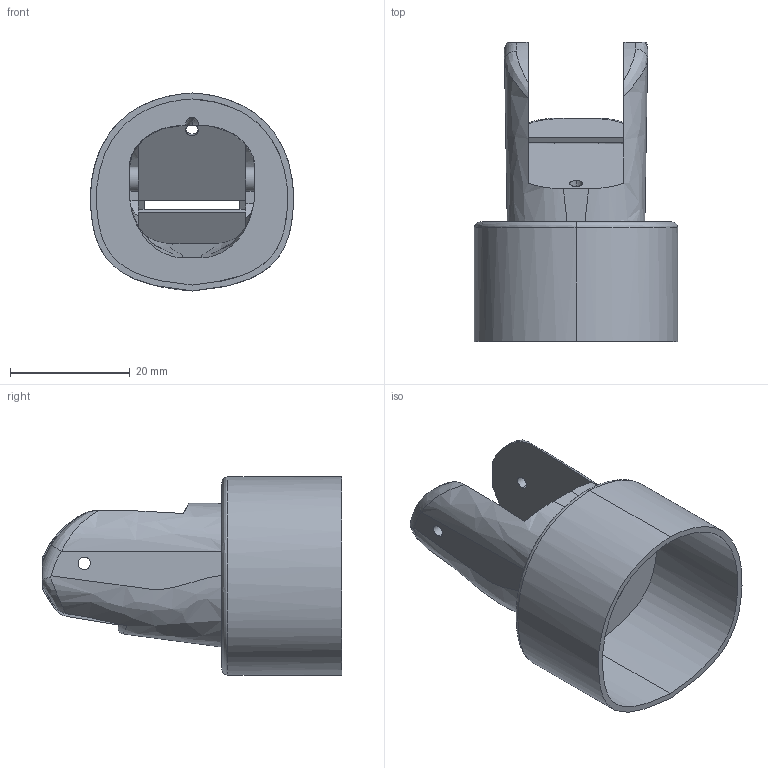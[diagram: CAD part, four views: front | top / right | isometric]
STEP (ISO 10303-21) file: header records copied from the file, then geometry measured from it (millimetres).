
FILE_DESCRIPTION (( 'STEP AP203' ), '1' );
FILE_NAME ('BionicFingerBase5b_Default_sldprt.STEP', '2018-03-28T02:34:52', ( '' ), ( '' ), 'SwSTEP 2.0', 'SolidWorks 2017', '' );
FILE_SCHEMA (( 'CONFIG_CONTROL_DESIGN' ));
Length unit declared in the file: millimetre
Products named in the file (1): BionicFingerBase5b_Default_sldprt
Bounding box: 33.97 x 50 x 33.09 mm (x, y, z)
Volume: 4905.3 mm3; surface area: 9931.2 mm2
Topology: 1 solids, 1 shells, 70 faces, 202 edges, 132 vertices
Faces by surface type: plane 31, bspline 25, cylinder 13, torus 1
Entity records: 12239 total; most frequent: CARTESIAN_POINT 10655, ORIENTED_EDGE 404, EDGE_CURVE 202, DIRECTION 179, VERTEX_POINT 132, B_SPLINE_CURVE_WITH_KNOTS 105, EDGE_LOOP 80, ADVANCED_FACE 70
